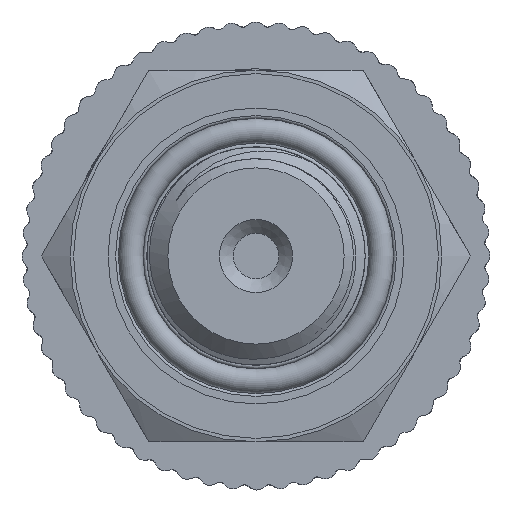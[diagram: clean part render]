
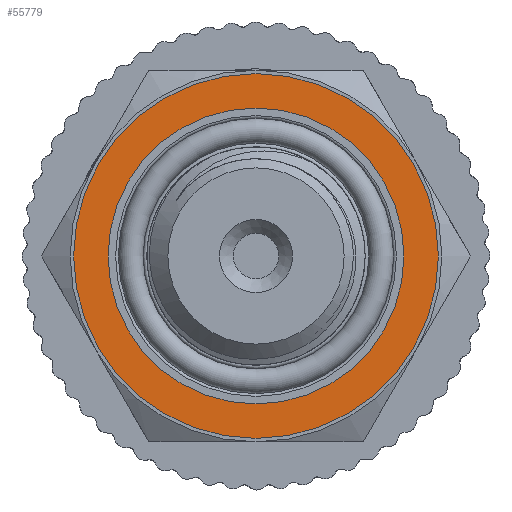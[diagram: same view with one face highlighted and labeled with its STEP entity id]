
A CAD part, left-side view. The second image highlights one B-rep face of the part: STEP entity #55779.
In plain terms, the highlighted planar face has unit normal (-1, 0, 0).
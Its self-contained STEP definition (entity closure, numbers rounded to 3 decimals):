
#5378=PLANE('',#59203);
#7527=FACE_BOUND('',#11819,.T.);
#8272=FACE_OUTER_BOUND('',#11818,.T.);
#11818=EDGE_LOOP('',(#38834));
#11819=EDGE_LOOP('',(#38835));
#15438=CIRCLE('',#59141,13.25);
#15474=CIRCLE('',#59202,10.75);
#22828=VERTEX_POINT('',#92707);
#22863=VERTEX_POINT('',#95067);
#28942=EDGE_CURVE('',#22828,#22828,#15438,.T.);
#29003=EDGE_CURVE('',#22863,#22863,#15474,.T.);
#38834=ORIENTED_EDGE('',*,*,#28942,.T.);
#38835=ORIENTED_EDGE('',*,*,#29003,.T.);
#55779=ADVANCED_FACE('',(#8272,#7527),#5378,.T.);
#59141=AXIS2_PLACEMENT_3D('',#92708,#67273,#67274);
#59202=AXIS2_PLACEMENT_3D('',#95068,#67406,#67407);
#59203=AXIS2_PLACEMENT_3D('',#95070,#67409,#67410);
#67273=DIRECTION('center_axis',(-1.,0.,0.));
#67274=DIRECTION('ref_axis',(0.,1.,0.));
#67406=DIRECTION('center_axis',(1.,0.,0.));
#67407=DIRECTION('ref_axis',(0.,0.,-1.));
#67409=DIRECTION('center_axis',(-1.,0.,0.));
#67410=DIRECTION('ref_axis',(0.,0.,1.));
#92707=CARTESIAN_POINT('',(-48.,-13.25,0.));
#92708=CARTESIAN_POINT('Origin',(-48.,0.,0.));
#95067=CARTESIAN_POINT('',(-48.,-10.75,0.));
#95068=CARTESIAN_POINT('Origin',(-48.,0.,0.));
#95070=CARTESIAN_POINT('Origin',(-48.,13.5,0.));
